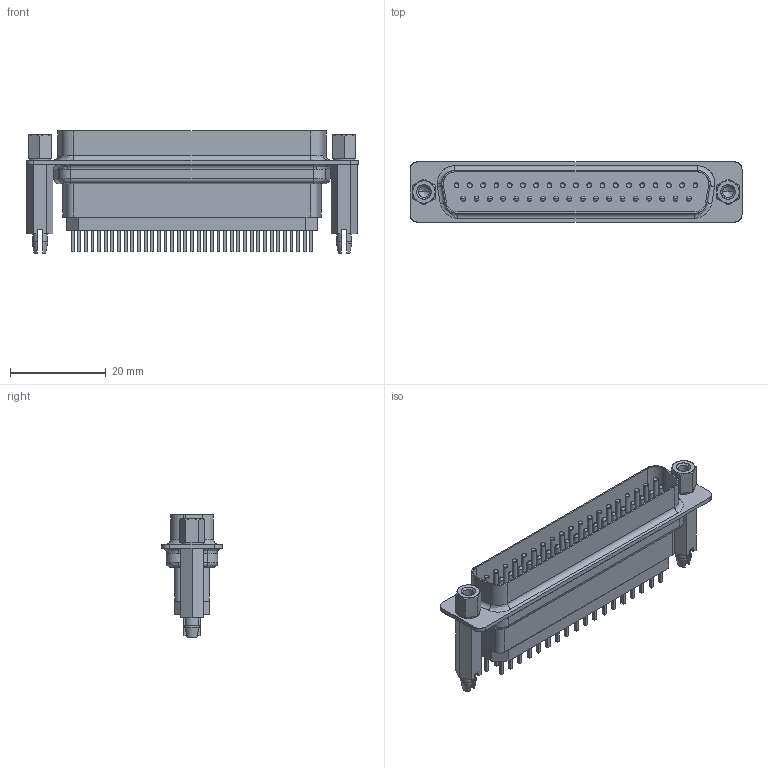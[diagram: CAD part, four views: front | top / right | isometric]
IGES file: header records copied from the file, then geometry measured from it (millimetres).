
Start section: SolidWorks IGES file using analytic representation for surfaces
Global section: file name: CKelleher'KF88X-CD-37P-BRJ_rA2.IGS; native system: SolidWorks 2007; preprocessor: SolidWorks 2007; author: Ckelleher; date: 120131.145813; units: millimetre
Bounding box: 69.32 x 12.55 x 25.5 mm (x, y, z)
Surface area: 7805.5 mm2 (no closed solid volume)
Topology: 0 solids, 0 shells, 655 faces, 5558 edges, 5480 vertices
Faces by surface type: bspline 336, revolution 319
